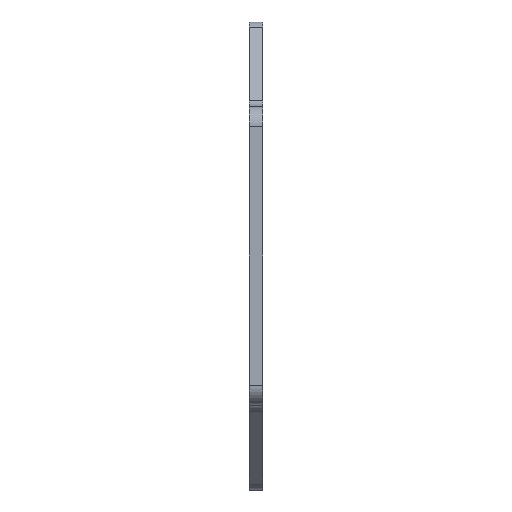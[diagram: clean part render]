
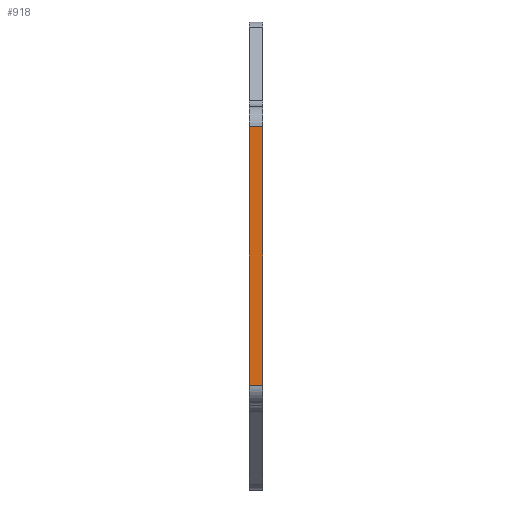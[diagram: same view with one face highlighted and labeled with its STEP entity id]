
A CAD part, left-side view. The second image highlights one B-rep face of the part: STEP entity #918.
In plain terms, the highlighted planar face has unit normal (-1, 0, 0).
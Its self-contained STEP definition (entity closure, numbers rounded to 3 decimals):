
#47=PLANE('',#1001);
#86=FACE_OUTER_BOUND('',#132,.T.);
#132=EDGE_LOOP('',(#723,#724,#725,#726));
#224=LINE('',#1477,#320);
#225=LINE('',#1480,#321);
#226=LINE('',#1482,#322);
#227=LINE('',#1483,#323);
#320=VECTOR('',#1204,10.);
#321=VECTOR('',#1207,10.);
#322=VECTOR('',#1208,10.);
#323=VECTOR('',#1209,10.);
#445=VERTEX_POINT('',#1473);
#446=VERTEX_POINT('',#1475);
#447=VERTEX_POINT('',#1479);
#448=VERTEX_POINT('',#1481);
#562=EDGE_CURVE('',#445,#446,#224,.T.);
#563=EDGE_CURVE('',#447,#445,#225,.T.);
#564=EDGE_CURVE('',#448,#446,#226,.T.);
#565=EDGE_CURVE('',#447,#448,#227,.T.);
#723=ORIENTED_EDGE('',*,*,#563,.T.);
#724=ORIENTED_EDGE('',*,*,#562,.T.);
#725=ORIENTED_EDGE('',*,*,#564,.F.);
#726=ORIENTED_EDGE('',*,*,#565,.F.);
#918=ADVANCED_FACE('',(#86),#47,.T.);
#1001=AXIS2_PLACEMENT_3D('',#1478,#1205,#1206);
#1204=DIRECTION('',(0.,1.,0.));
#1205=DIRECTION('center_axis',(-1.,0.,0.));
#1206=DIRECTION('ref_axis',(0.,0.,
1.));
#1207=DIRECTION('',(0.,0.,1.));
#1208=DIRECTION('',(0.,0.,1.));
#1209=DIRECTION('',(0.,1.,0.));
#1473=CARTESIAN_POINT('',(-41.001,27.871,26.79));
#1475=CARTESIAN_POINT('',(-41.001,29.871,26.79));
#1477=CARTESIAN_POINT('',(-41.001,27.871,26.79));
#1478=CARTESIAN_POINT('Origin',(-41.001,27.871,-11.21));
#1479=CARTESIAN_POINT('',(-41.001,27.871,-11.21));
#1480=CARTESIAN_POINT('',(-41.001,27.871,-11.21));
#1481=CARTESIAN_POINT('',(-41.001,29.871,-11.21));
#1482=CARTESIAN_POINT('',(-41.001,29.871,-11.21));
#1483=CARTESIAN_POINT('',(-41.001,27.871,-11.21));
